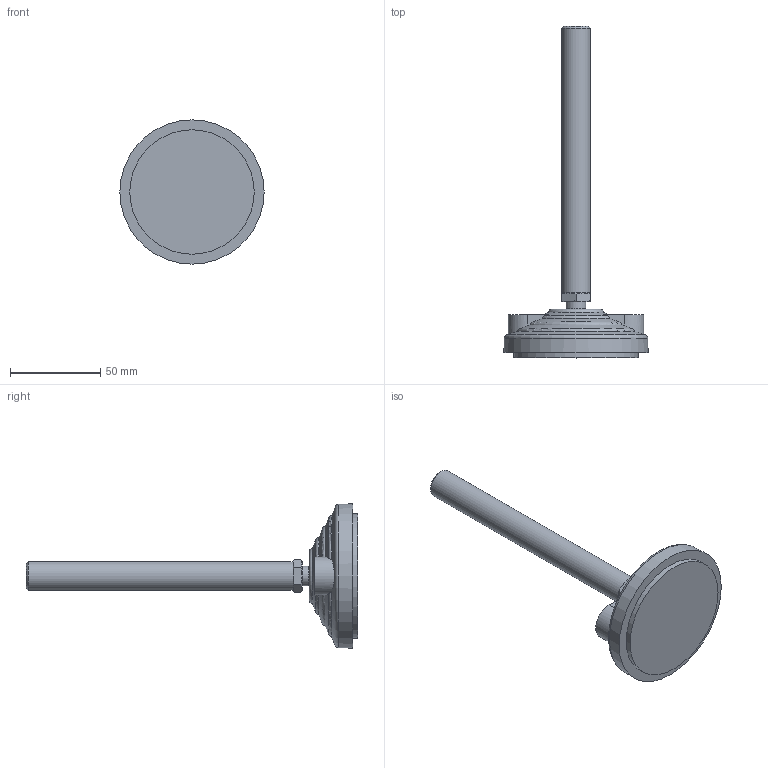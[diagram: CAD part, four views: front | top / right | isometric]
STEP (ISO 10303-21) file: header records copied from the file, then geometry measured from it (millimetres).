
FILE_DESCRIPTION(/* description */ ('PIEDE SNODATO + ANTIV. D=80 H=192 M16'),/* implementation_level */ '2;1');
FILE_NAME(/* name */ 'CPDSN0000011.stp',/* time_stamp */ '2019-02-04T17:54:43+01:00',/* author */ ('fzagni'),/* organization */ ('ELESA'),/* preprocessor_version */ 'ST-DEVELOPER v17.2',/* originating_system */ 'Autodesk Inventor 2019',/* authorisation */ '');
FILE_SCHEMA (('AUTOMOTIVE_DESIGN { 1 0 10303 214 3 1 1 }'));
Length unit declared in the file: millimetre
Products named in the file (3): !16.057.00!!!; !958510002279!!!; !958510002280!!!
Assembly tree (2 placements, depth 2):
  !16.057.00!!!
    !958510002279!!!
    !958510002280!!!
Bounding box: 80 x 184 x 80 mm (x, y, z)
Volume: 123466.6 mm3; surface area: 24374.9 mm2
Topology: 2 solids, 2 shells, 58 faces, 156 edges, 105 vertices
Faces by surface type: cone 21, plane 19, cylinder 8, torus 8, sphere 2
Full cylindrical faces by diameter (mm): 8.5 x2, 11 x1, 14 x1, 16 x1, 69 x1
Entity records: 2063 total; most frequent: CARTESIAN_POINT 565, ORIENTED_EDGE 306, DIRECTION 299, EDGE_CURVE 153, AXIS2_PLACEMENT_3D 137, VERTEX_POINT 105, CIRCLE 73, EDGE_LOOP 64
